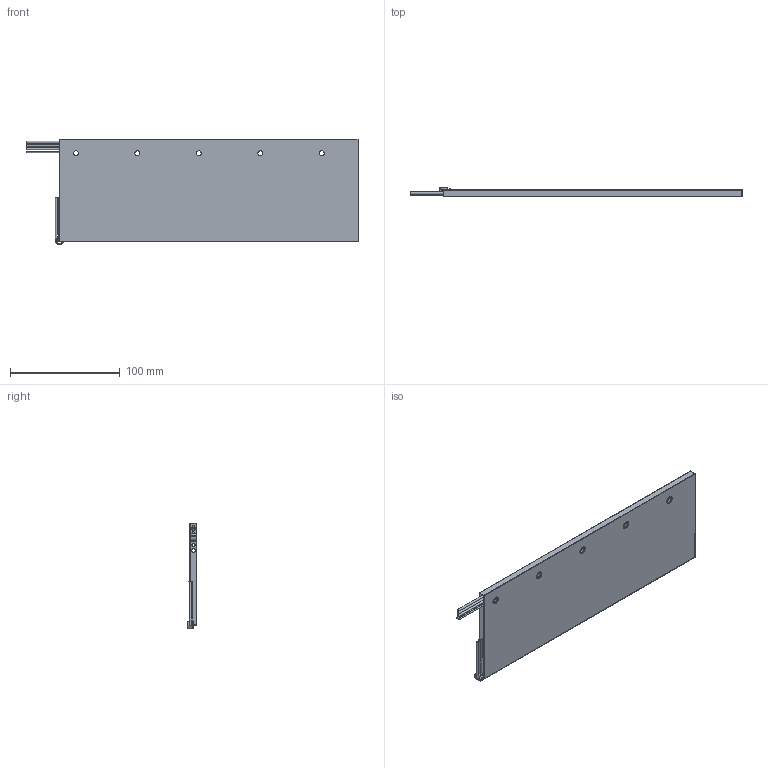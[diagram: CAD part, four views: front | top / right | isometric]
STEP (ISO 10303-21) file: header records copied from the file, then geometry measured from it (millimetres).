
FILE_DESCRIPTION( ( 'STEP AP203' ), '1' );
FILE_NAME( 'COILUNIT UL09 VACUUM.stp', '2009-02-18T14:28:54', ( ' ' ), ( ' ' ), 'XStep 1.0', ' ', ' ' );
FILE_SCHEMA( ( 'CONFIG_CONTROL_DESIGN) ( )' ) );
Length unit declared in the file: metre
Products named in the file (11): Assem1; Assem2; 1; 2; 3; 4; 5; 6; 7; 8; 9
Bounding box: 302.5 x 8.95 x 96.5 mm (x, y, z)
Volume: 35515.3 mm3; surface area: 276543.3 mm2
Topology: 29 solids, 29 shells, 196 faces, 378 edges, 252 vertices
Faces by surface type: plane 122, cylinder 74
Full cylindrical faces by diameter (mm): 1.2 x4, 2 x6, 3 x15, 4.5 x31, 6 x12, 7 x6
Entity records: 1758 total; most frequent: DIRECTION 248, CARTESIAN_POINT 204, ORIENTED_EDGE 148, AXIS2_PLACEMENT_3D 106, EDGE_LOOP 94, EDGE_CURVE 74, FACE_OUTER_BOUND 70, VERTEX_POINT 62
